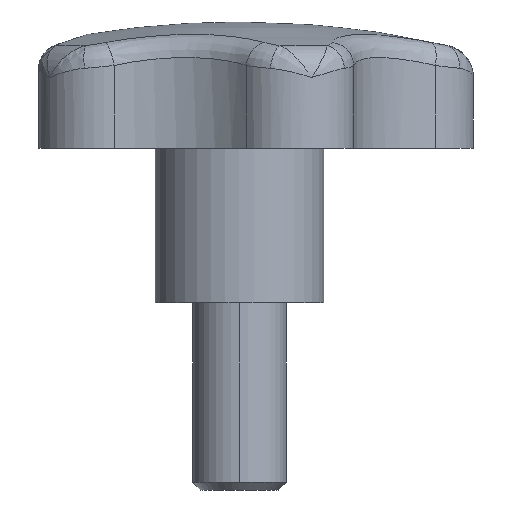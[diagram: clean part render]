
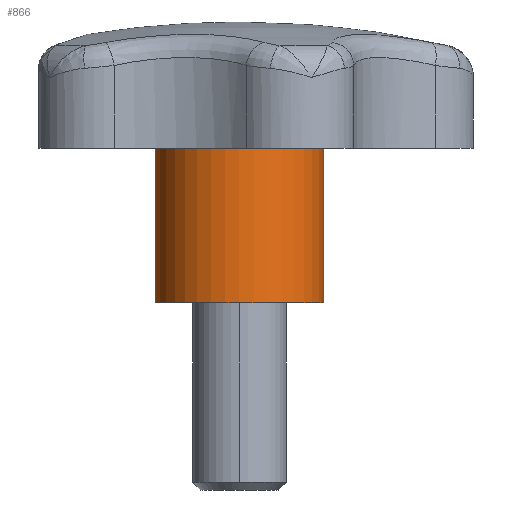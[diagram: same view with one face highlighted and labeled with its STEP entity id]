
A CAD part, left-side view. The second image highlights one B-rep face of the part: STEP entity #866.
In plain terms, the highlighted cylindrical face has radius 9 mm (diameter 18 mm), a partial arc.
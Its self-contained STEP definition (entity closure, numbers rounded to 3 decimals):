
#340=VERTEX_POINT('',#963);
#426=EDGE_CURVE('',#340,#570,#1056,.T.);
#462=EDGE_CURVE('',#340,#714,#1095,.T.);
#466=EDGE_CURVE('',#556,#570,#1099,.T.);
#556=VERTEX_POINT('',#1198);
#570=VERTEX_POINT('',#1214);
#682=EDGE_CURVE('',#556,#714,#1341,.T.);
#714=VERTEX_POINT('',#1377);
#866=ADVANCED_FACE('',(#1547),#1548,.T.);
#963=CARTESIAN_POINT('',(0.,-9.,24.074));
#1056=LINE('',#2025,#2026);
#1095=CIRCLE('',#2232,9.0);
#1099=CIRCLE('',#2237,9.);
#1198=CARTESIAN_POINT('',(0.,9.,0.));
#1214=CARTESIAN_POINT('',(0.,-9.,0.));
#1341=LINE('',#3239,#3240);
#1377=CARTESIAN_POINT('',(0.,9.,24.074));
#1547=FACE_OUTER_BOUND('',#4094,.T.);
#1548=CYLINDRICAL_SURFACE('',#4095,9.);
#2025=CARTESIAN_POINT('',(0.,-9.,6.75));
#2026=VECTOR('',#4482,1.0);
#2232=AXIS2_PLACEMENT_3D('',#4515,#4516,#4517);
#2237=AXIS2_PLACEMENT_3D('',#4518,#4519,#4520);
#3239=CARTESIAN_POINT('',(0.,9.,6.75));
#3240=VECTOR('',#4802,1.0);
#4094=EDGE_LOOP('',(#5006,#5007,#5008,#5009));
#4095=AXIS2_PLACEMENT_3D('',#5010,#5011,#5012);
#4482=DIRECTION('',(0.0,0.0,-1.0));
#4515=CARTESIAN_POINT('',(0.,0.,24.074));
#4516=DIRECTION('',(0.0,0.0,-1.0));
#4517=DIRECTION('',(0.0,1.0,0.0));
#4518=CARTESIAN_POINT('',(0.,0.,0.));
#4519=DIRECTION('',(0.0,0.0,1.0));
#4520=DIRECTION('',(0.,-1.0,0.0));
#4802=DIRECTION('',(-0.0,-0.0,1.0));
#5006=ORIENTED_EDGE('',*,*,#426,.F.);
#5007=ORIENTED_EDGE('',*,*,#462,.T.);
#5008=ORIENTED_EDGE('',*,*,#682,.F.);
#5009=ORIENTED_EDGE('',*,*,#466,.T.);
#5010=CARTESIAN_POINT('',(0.,0.,6.75));
#5011=DIRECTION('',(0.0,-0.0,1.0));
#5012=DIRECTION('',(0.,-1.0,0.0));
